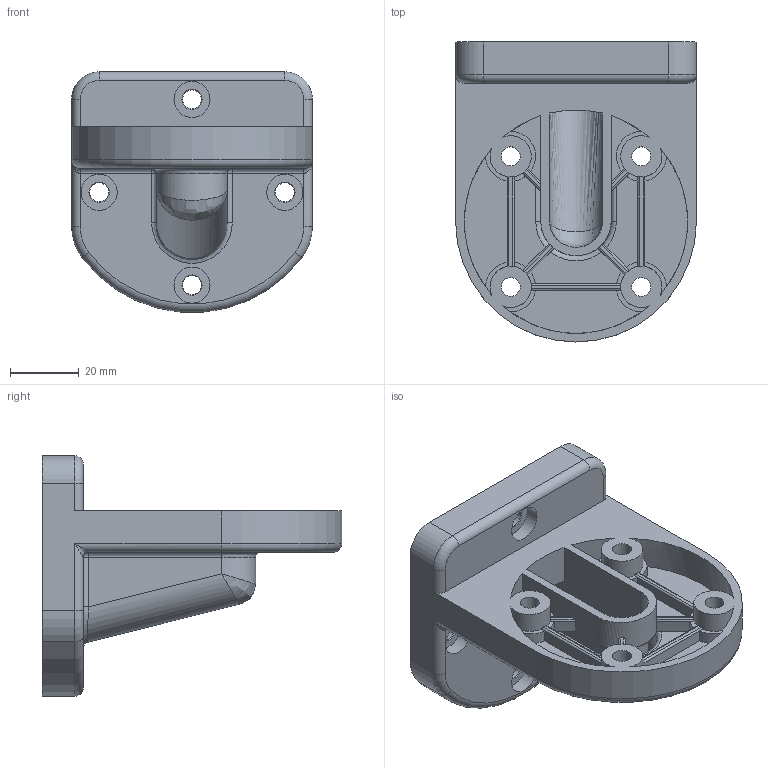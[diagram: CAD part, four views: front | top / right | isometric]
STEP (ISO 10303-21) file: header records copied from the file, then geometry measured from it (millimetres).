
FILE_DESCRIPTION(/* description */ ('Unknown'),/* implementation_level */ '2;1');
FILE_NAME(/* name */ 'TL122012A.stp',/* time_stamp */ '2015-08-18T16:16:18-04:00',/* author */ ('CAD Station'),/* organization */ ('Unknown'),/* preprocessor_version */ 'ST-DEVELOPER v16.1',/* originating_system */ 'Autodesk Inventor 2016',/* authorisation */ ' ');
FILE_SCHEMA (('AUTOMOTIVE_DESIGN { 1 0 10303 214 3 1 1 }'));
Length unit declared in the file: millimetre
Products named in the file (1): WALL MOUNTING PLASTIC BRACKET FOR TOWER LIGHT
Bounding box: 70 x 87.2 x 69.86 mm (x, y, z)
Volume: 49305.9 mm3; surface area: 38569.6 mm2
Topology: 1 solids, 1 shells, 270 faces, 726 edges, 459 vertices
Faces by surface type: plane 132, cylinder 114, bspline 12, torus 6, cone 4, sphere 2
Full cylindrical faces by diameter (mm): 5.5 x8, 10.5 x4
Entity records: 13433 total; most frequent: CARTESIAN_POINT 6723, DIRECTION 1412, ORIENTED_EDGE 1382, EDGE_CURVE 691, AXIS2_PLACEMENT_3D 512, VERTEX_POINT 448, LINE 388, VECTOR 388
